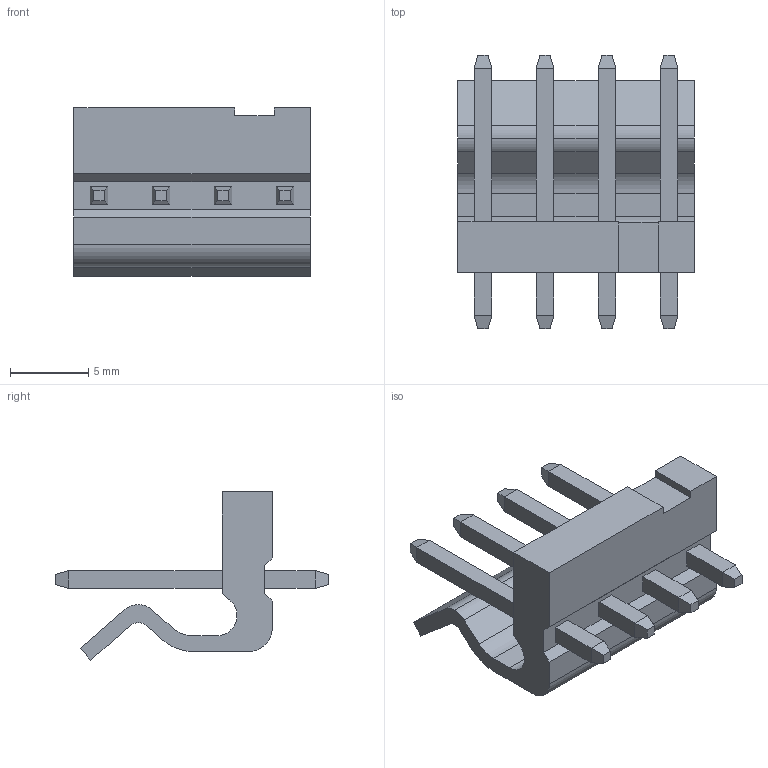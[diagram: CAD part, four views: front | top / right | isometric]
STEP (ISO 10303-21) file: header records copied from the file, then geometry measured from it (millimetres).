
FILE_DESCRIPTION(('STEP AP242'),'1');
FILE_NAME('09-65-2048.stp','2021-09-22T07:07:00',('TraceParts'),('TraceParts S.A.'),'Spatial InterOp 3D',' ',' ');
FILE_SCHEMA(('AP242_MANAGED_MODEL_BASED_3D_ENGINEERING_MIM_LF {1 0 10303 442 1 1 4}'));
Length unit declared in the file: millimetre
Products named in the file (1): 09-65-2048_1
Bounding box: 15.08 x 17.45 x 10.75 mm (x, y, z)
Volume: 667.8 mm3; surface area: 1058.1 mm2
Topology: 1 solids, 1 shells, 101 faces, 249 edges, 166 vertices
Faces by surface type: plane 93, cylinder 8
Entity records: 2921 total; most frequent: CARTESIAN_POINT 502, ORIENTED_EDGE 482, DIRECTION 479, EDGE_CURVE 241, LINE 225, VECTOR 225, VERTEX_POINT 150, AXIS2_PLACEMENT_3D 127
